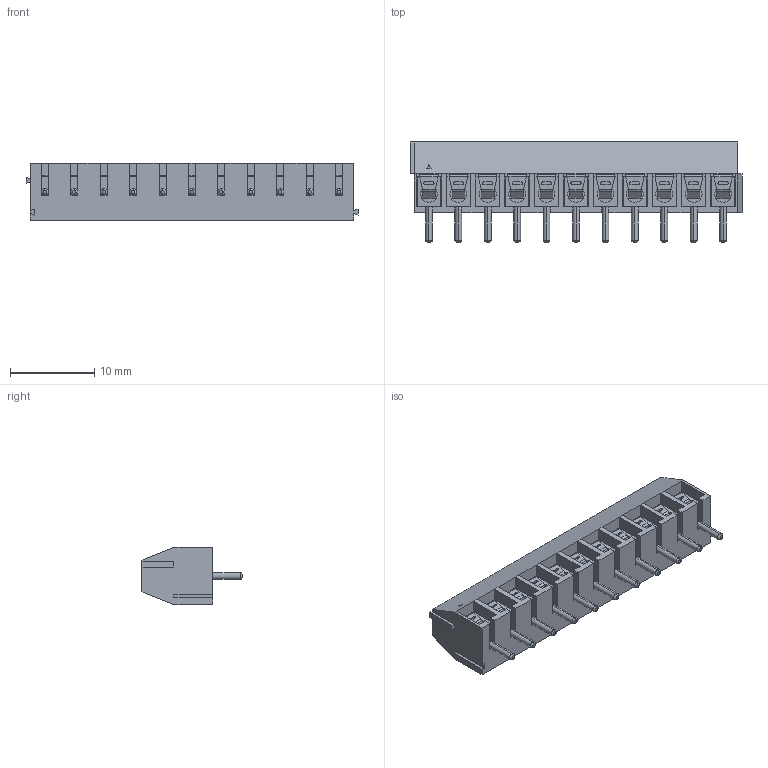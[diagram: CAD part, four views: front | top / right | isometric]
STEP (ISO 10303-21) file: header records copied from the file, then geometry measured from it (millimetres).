
FILE_DESCRIPTION (( 'STEP AP214' ), '1' );
FILE_NAME ('DG350-3.5-11P-12-00AH.STEP', '2021-01-18T04:29:31', ( '' ), ( '' ), 'SwSTEP 2.0', 'SolidWorks 2020', '' );
FILE_SCHEMA (( 'AUTOMOTIVE_DESIGN' ));
Length unit declared in the file: millimetre
Products named in the file (1): DG350-3.5-11P-12-00AH
Bounding box: 39.5 x 11.9 x 6.8 mm (x, y, z)
Volume: 1580 mm3; surface area: 3350.5 mm2
Topology: 1 solids, 1 shells, 989 faces, 2552 edges, 1631 vertices
Faces by surface type: plane 574, cylinder 165, bspline 129, torus 99, cone 22
Entity records: 45360 total; most frequent: CARTESIAN_POINT 13398, ORIENTED_EDGE 5104, DIRECTION 4500, EDGE_CURVE 2552, LINE 1634, VECTOR 1634, VERTEX_POINT 1631, AXIS2_PLACEMENT_3D 1433
